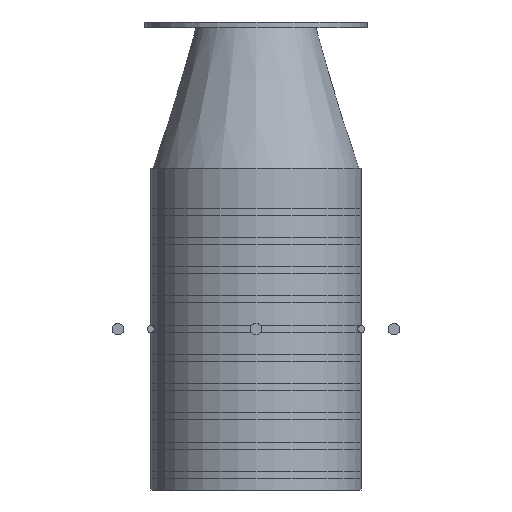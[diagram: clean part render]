
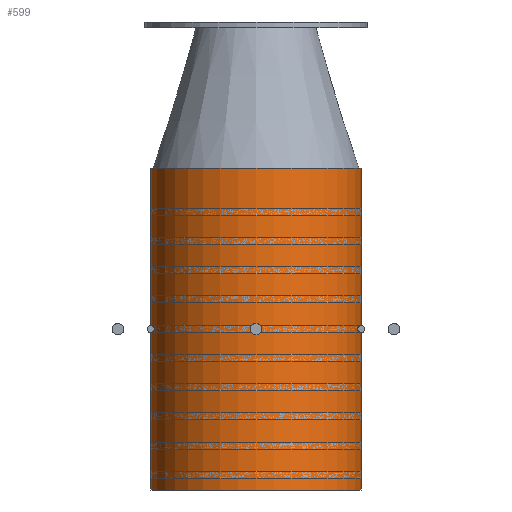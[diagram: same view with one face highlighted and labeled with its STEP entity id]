
A CAD part, left-side view. The second image highlights one B-rep face of the part: STEP entity #599.
In plain terms, the highlighted cylindrical face has radius 900000 mm (diameter 1.8e+06 mm), a full revolution.
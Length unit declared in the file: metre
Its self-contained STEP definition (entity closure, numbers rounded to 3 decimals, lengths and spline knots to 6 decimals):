
#599 = ADVANCED_FACE('',(#600),#613,.T.);
#600 = FACE_BOUND('',#601,.T.);
#601 = EDGE_LOOP('',(#602,#636,#659,#686));
#602 = ORIENTED_EDGE('',*,*,#603,.F.);
#603 = EDGE_CURVE('',#604,#604,#606,.T.);
#604 = VERTEX_POINT('',#605);
#605 = CARTESIAN_POINT('',(900.,0.,2750.));
#606 = SURFACE_CURVE('',#607,(#612,#624),.PCURVE_S1.);
#607 = CIRCLE('',#608,900.);
#608 = AXIS2_PLACEMENT_3D('',#609,#610,#611);
#609 = CARTESIAN_POINT('',(0.,0.,2750.));
#610 = DIRECTION('',(0.,0.,1.));
#611 = DIRECTION('',(1.,0.,-0.));
#612 = PCURVE('',#613,#618);
#613 = CYLINDRICAL_SURFACE('',#614,900.);
#614 = AXIS2_PLACEMENT_3D('',#615,#616,#617);
#615 = CARTESIAN_POINT('',(0.,0.,0.));
#616 = DIRECTION('',(0.,0.,1.));
#617 = DIRECTION('',(1.,0.,-0.));
#618 = DEFINITIONAL_REPRESENTATION('',(#619),#623);
#619 = LINE('',#620,#621);
#620 = CARTESIAN_POINT('',(0.,2750.));
#621 = VECTOR('',#622,1.);
#622 = DIRECTION('',(1.,0.));
#623 = ( GEOMETRIC_REPRESENTATION_CONTEXT(2) 
PARAMETRIC_REPRESENTATION_CONTEXT() REPRESENTATION_CONTEXT('2D SPACE',''
  ) );
#624 = PCURVE('',#625,#630);
#625 = PLANE('',#626);
#626 = AXIS2_PLACEMENT_3D('',#627,#628,#629);
#627 = CARTESIAN_POINT('',(0.,0.,2750.));
#628 = DIRECTION('',(0.,0.,1.));
#629 = DIRECTION('',(1.,0.,-0.));
#630 = DEFINITIONAL_REPRESENTATION('',(#631),#635);
#631 = CIRCLE('',#632,900.);
#632 = AXIS2_PLACEMENT_2D('',#633,#634);
#633 = CARTESIAN_POINT('',(0.,0.));
#634 = DIRECTION('',(1.,0.));
#635 = ( GEOMETRIC_REPRESENTATION_CONTEXT(2) 
PARAMETRIC_REPRESENTATION_CONTEXT() REPRESENTATION_CONTEXT('2D SPACE',''
  ) );
#636 = ORIENTED_EDGE('',*,*,#637,.F.);
#637 = EDGE_CURVE('',#638,#604,#640,.T.);
#638 = VERTEX_POINT('',#639);
#639 = CARTESIAN_POINT('',(900.,0.,0.));
#640 = SEAM_CURVE('',#641,(#645,#652),.PCURVE_S1.);
#641 = LINE('',#642,#643);
#642 = CARTESIAN_POINT('',(900.,0.,0.));
#643 = VECTOR('',#644,1.);
#644 = DIRECTION('',(0.,0.,1.));
#645 = PCURVE('',#613,#646);
#646 = DEFINITIONAL_REPRESENTATION('',(#647),#651);
#647 = LINE('',#648,#649);
#648 = CARTESIAN_POINT('',(6.283,-0.));
#649 = VECTOR('',#650,1.);
#650 = DIRECTION('',(0.,1.));
#651 = ( GEOMETRIC_REPRESENTATION_CONTEXT(2) 
PARAMETRIC_REPRESENTATION_CONTEXT() REPRESENTATION_CONTEXT('2D SPACE',''
  ) );
#652 = PCURVE('',#613,#653);
#653 = DEFINITIONAL_REPRESENTATION('',(#654),#658);
#654 = LINE('',#655,#656);
#655 = CARTESIAN_POINT('',(0.,-0.));
#656 = VECTOR('',#657,1.);
#657 = DIRECTION('',(0.,1.));
#658 = ( GEOMETRIC_REPRESENTATION_CONTEXT(2) 
PARAMETRIC_REPRESENTATION_CONTEXT() REPRESENTATION_CONTEXT('2D SPACE',''
  ) );
#659 = ORIENTED_EDGE('',*,*,#660,.T.);
#660 = EDGE_CURVE('',#638,#638,#661,.T.);
#661 = SURFACE_CURVE('',#662,(#667,#674),.PCURVE_S1.);
#662 = CIRCLE('',#663,900.);
#663 = AXIS2_PLACEMENT_3D('',#664,#665,#666);
#664 = CARTESIAN_POINT('',(0.,0.,0.));
#665 = DIRECTION('',(0.,0.,1.));
#666 = DIRECTION('',(1.,0.,-0.));
#667 = PCURVE('',#613,#668);
#668 = DEFINITIONAL_REPRESENTATION('',(#669),#673);
#669 = LINE('',#670,#671);
#670 = CARTESIAN_POINT('',(0.,0.));
#671 = VECTOR('',#672,1.);
#672 = DIRECTION('',(1.,0.));
#673 = ( GEOMETRIC_REPRESENTATION_CONTEXT(2) 
PARAMETRIC_REPRESENTATION_CONTEXT() REPRESENTATION_CONTEXT('2D SPACE',''
  ) );
#674 = PCURVE('',#675,#680);
#675 = PLANE('',#676);
#676 = AXIS2_PLACEMENT_3D('',#677,#678,#679);
#677 = CARTESIAN_POINT('',(0.,0.,0.));
#678 = DIRECTION('',(0.,0.,1.));
#679 = DIRECTION('',(1.,0.,-0.));
#680 = DEFINITIONAL_REPRESENTATION('',(#681),#685);
#681 = CIRCLE('',#682,900.);
#682 = AXIS2_PLACEMENT_2D('',#683,#684);
#683 = CARTESIAN_POINT('',(0.,0.));
#684 = DIRECTION('',(1.,0.));
#685 = ( GEOMETRIC_REPRESENTATION_CONTEXT(2) 
PARAMETRIC_REPRESENTATION_CONTEXT() REPRESENTATION_CONTEXT('2D SPACE',''
  ) );
#686 = ORIENTED_EDGE('',*,*,#637,.T.);
